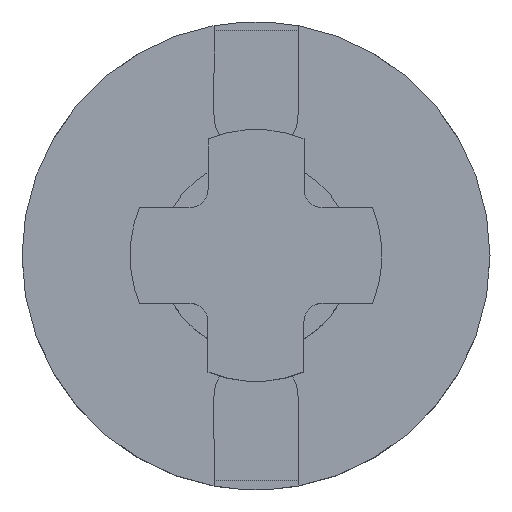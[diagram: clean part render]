
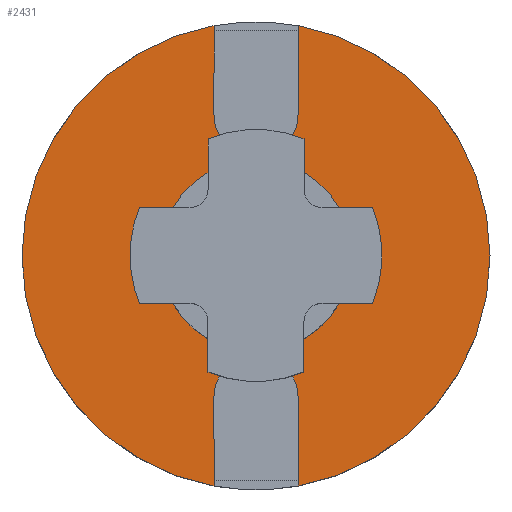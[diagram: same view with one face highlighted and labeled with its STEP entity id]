
A CAD part, top view. The second image highlights one B-rep face of the part: STEP entity #2431.
In plain terms, the highlighted planar face has unit normal (0, 0, 1).
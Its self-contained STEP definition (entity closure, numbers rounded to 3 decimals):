
#30 = CARTESIAN_POINT ( 'NONE',  ( -7., -23.5, 40. ) ) ;
#42 = ORIENTED_EDGE ( 'NONE', *, *, #5475, .T. ) ;
#65 = VERTEX_POINT ( 'NONE', #938 ) ;
#94 = CARTESIAN_POINT ( 'NONE',  ( -39., 0., 40. ) ) ;
#172 = AXIS2_PLACEMENT_3D ( 'NONE', #1019, #2348, #1500 ) ;
#186 = VERTEX_POINT ( 'NONE', #5609 ) ;
#189 = VERTEX_POINT ( 'NONE', #1067 ) ;
#206 = CARTESIAN_POINT ( 'NONE',  ( 7., -43.5, 40. ) ) ;
#223 = DIRECTION ( 'NONE',  ( -1., 0., 0. ) ) ;
#280 = CIRCLE ( 'NONE', #3258, 39. ) ;
#291 = CIRCLE ( 'NONE', #1321, 39. ) ;
#381 = AXIS2_PLACEMENT_3D ( 'NONE', #2840, #2770, #2079 ) ;
#390 = VECTOR ( 'NONE', #2174, 1000. ) ;
#399 = AXIS2_PLACEMENT_3D ( 'NONE', #3353, #2714, #223 ) ;
#403 = LINE ( 'NONE', #2385, #1478 ) ;
#408 = CARTESIAN_POINT ( 'NONE',  ( -7., 39., 40. ) ) ;
#435 = EDGE_CURVE ( 'NONE', #4338, #1597, #3836, .T. ) ;
#505 = CARTESIAN_POINT ( 'NONE',  ( 39., 0., 40. ) ) ;
#559 = PLANE ( 'NONE',  #3584 ) ;
#561 = EDGE_CURVE ( 'NONE', #4067, #2788, #291, .T. ) ;
#631 = CARTESIAN_POINT ( 'NONE',  ( 0., 39., 40. ) ) ;
#671 = EDGE_CURVE ( 'NONE', #1426, #4568, #280, .T. ) ;
#672 = ORIENTED_EDGE ( 'NONE', *, *, #3521, .T. ) ;
#735 = CARTESIAN_POINT ( 'NONE',  ( 7., -37.5, 40. ) ) ;
#744 = DIRECTION ( 'NONE',  ( 0., -1., 0. ) ) ;
#829 = CARTESIAN_POINT ( 'NONE',  ( 7., 43.5, 40. ) ) ;
#839 = LINE ( 'NONE', #5742, #3112 ) ;
#843 = DIRECTION ( 'NONE',  ( -1., 0., 0. ) ) ;
#883 = CARTESIAN_POINT ( 'NONE',  ( -16., 0., 40. ) ) ;
#890 = CARTESIAN_POINT ( 'NONE',  ( -7., 39., 40. ) ) ;
#938 = CARTESIAN_POINT ( 'NONE',  ( 7., -23.5, 40. ) ) ;
#989 = EDGE_CURVE ( 'NONE', #186, #1426, #5122, .T. ) ;
#1019 = CARTESIAN_POINT ( 'NONE',  ( 0., 0., 40. ) ) ;
#1024 = AXIS2_PLACEMENT_3D ( 'NONE', #2504, #5370, #2200 ) ;
#1067 = CARTESIAN_POINT ( 'NONE',  ( -7., 37.5, 40. ) ) ;
#1250 = CIRCLE ( 'NONE', #381, 7. ) ;
#1265 = CARTESIAN_POINT ( 'NONE',  ( 7., -38.367, 40. ) ) ;
#1314 = ORIENTED_EDGE ( 'NONE', *, *, #5430, .F. ) ;
#1321 = AXIS2_PLACEMENT_3D ( 'NONE', #5015, #1879, #5473 ) ;
#1407 = VERTEX_POINT ( 'NONE', #4528 ) ;
#1426 = VERTEX_POINT ( 'NONE', #505 ) ;
#1456 = ORIENTED_EDGE ( 'NONE', *, *, #4330, .T. ) ;
#1478 = VECTOR ( 'NONE', #4845, 1000. ) ;
#1482 = VECTOR ( 'NONE', #4456, 1000. ) ;
#1500 = DIRECTION ( 'NONE',  ( -1., 0., 0. ) ) ;
#1597 = VERTEX_POINT ( 'NONE', #2249 ) ;
#1601 = LINE ( 'NONE', #890, #390 ) ;
#1613 = CARTESIAN_POINT ( 'NONE',  ( 7., 23.5, 40. ) ) ;
#1812 = DIRECTION ( 'NONE',  ( -1., 0., 0. ) ) ;
#1879 = DIRECTION ( 'NONE',  ( 0., 0., -1. ) ) ;
#1948 = AXIS2_PLACEMENT_3D ( 'NONE', #3661, #2761, #5021 ) ;
#1953 = DIRECTION ( 'NONE',  ( 1., 0., 0. ) ) ;
#1964 = CIRCLE ( 'NONE', #1024, 16. ) ;
#2079 = DIRECTION ( 'NONE',  ( 1., 0., 0. ) ) ;
#2174 = DIRECTION ( 'NONE',  ( 0., -1., 0. ) ) ;
#2200 = DIRECTION ( 'NONE',  ( -1., 0., 0. ) ) ;
#2249 = CARTESIAN_POINT ( 'NONE',  ( 16., 0., 40. ) ) ;
#2270 = EDGE_CURVE ( 'NONE', #2639, #3296, #403, .T. ) ;
#2348 = DIRECTION ( 'NONE',  ( 0., 0., -1. ) ) ;
#2385 = CARTESIAN_POINT ( 'NONE',  ( 7., 43.5, 40. ) ) ;
#2390 = FACE_OUTER_BOUND ( 'NONE', #4851, .T. ) ;
#2431 = ADVANCED_FACE ( 'NONE', ( #5893, #2390 ), #559, .T. ) ;
#2488 = EDGE_LOOP ( 'NONE', ( #4395, #672 ) ) ;
#2496 = ORIENTED_EDGE ( 'NONE', *, *, #3486, .T. ) ;
#2504 = CARTESIAN_POINT ( 'NONE',  ( 0., 0., 40. ) ) ;
#2529 = ORIENTED_EDGE ( 'NONE', *, *, #4754, .F. ) ;
#2539 = VERTEX_POINT ( 'NONE', #2935 ) ;
#2559 = ORIENTED_EDGE ( 'NONE', *, *, #989, .F. ) ;
#2639 = VERTEX_POINT ( 'NONE', #1613 ) ;
#2677 = EDGE_CURVE ( 'NONE', #1407, #189, #3935, .T. ) ;
#2714 = DIRECTION ( 'NONE',  ( 0., 0., -1. ) ) ;
#2736 = ORIENTED_EDGE ( 'NONE', *, *, #5310, .F. ) ;
#2761 = DIRECTION ( 'NONE',  ( 0., 0., -1. ) ) ;
#2770 = DIRECTION ( 'NONE',  ( 0., 0., 1. ) ) ;
#2788 = VERTEX_POINT ( 'NONE', #3518 ) ;
#2810 = VECTOR ( 'NONE', #5848, 1000. ) ;
#2840 = CARTESIAN_POINT ( 'NONE',  ( 0., 23.5, 40. ) ) ;
#2865 = DIRECTION ( 'NONE',  ( 0., 0., -1. ) ) ;
#2872 = VECTOR ( 'NONE', #3449, 1000. ) ;
#2932 = CIRCLE ( 'NONE', #172, 39. ) ;
#2935 = CARTESIAN_POINT ( 'NONE',  ( -7., -37.5, 40. ) ) ;
#2937 = ORIENTED_EDGE ( 'NONE', *, *, #2677, .T. ) ;
#2996 = DIRECTION ( 'NONE',  ( 0., -1., 0. ) ) ;
#3022 = CARTESIAN_POINT ( 'NONE',  ( -7., 39., 40. ) ) ;
#3112 = VECTOR ( 'NONE', #744, 1000. ) ;
#3170 = VECTOR ( 'NONE', #2996, 1000. ) ;
#3188 = EDGE_CURVE ( 'NONE', #4062, #4067, #2932, .T. ) ;
#3236 = CARTESIAN_POINT ( 'NONE',  ( 0., 0., 40. ) ) ;
#3244 = CARTESIAN_POINT ( 'NONE',  ( 0., 0., 40. ) ) ;
#3252 = ORIENTED_EDGE ( 'NONE', *, *, #3366, .T. ) ;
#3258 = AXIS2_PLACEMENT_3D ( 'NONE', #3236, #3698, #843 ) ;
#3296 = VERTEX_POINT ( 'NONE', #3725 ) ;
#3353 = CARTESIAN_POINT ( 'NONE',  ( 0., 0., 40. ) ) ;
#3366 = EDGE_CURVE ( 'NONE', #5628, #65, #3588, .T. ) ;
#3449 = DIRECTION ( 'NONE',  ( 0., 1., 0. ) ) ;
#3486 = EDGE_CURVE ( 'NONE', #4382, #4568, #4345, .T. ) ;
#3518 = CARTESIAN_POINT ( 'NONE',  ( -7., 38.367, 40. ) ) ;
#3521 = EDGE_CURVE ( 'NONE', #1597, #4338, #1964, .T. ) ;
#3560 = ORIENTED_EDGE ( 'NONE', *, *, #2270, .F. ) ;
#3584 = AXIS2_PLACEMENT_3D ( 'NONE', #631, #5764, #1953 ) ;
#3588 = CIRCLE ( 'NONE', #1948, 7. ) ;
#3661 = CARTESIAN_POINT ( 'NONE',  ( 0., -23.5, 40. ) ) ;
#3698 = DIRECTION ( 'NONE',  ( 0., 0., -1. ) ) ;
#3704 = ORIENTED_EDGE ( 'NONE', *, *, #671, .F. ) ;
#3725 = CARTESIAN_POINT ( 'NONE',  ( 7., 37.5, 40. ) ) ;
#3836 = CIRCLE ( 'NONE', #399, 16. ) ;
#3935 = LINE ( 'NONE', #3022, #2872 ) ;
#4062 = VERTEX_POINT ( 'NONE', #4287 ) ;
#4067 = VERTEX_POINT ( 'NONE', #94 ) ;
#4117 = ORIENTED_EDGE ( 'NONE', *, *, #561, .F. ) ;
#4182 = EDGE_CURVE ( 'NONE', #5628, #2539, #1601, .T. ) ;
#4287 = CARTESIAN_POINT ( 'NONE',  ( -7., -38.367, 40. ) ) ;
#4330 = EDGE_CURVE ( 'NONE', #65, #4382, #4760, .T. ) ;
#4338 = VERTEX_POINT ( 'NONE', #883 ) ;
#4345 = LINE ( 'NONE', #5763, #3170 ) ;
#4382 = VERTEX_POINT ( 'NONE', #735 ) ;
#4395 = ORIENTED_EDGE ( 'NONE', *, *, #435, .T. ) ;
#4456 = DIRECTION ( 'NONE',  ( 0., 1., 0. ) ) ;
#4463 = ORIENTED_EDGE ( 'NONE', *, *, #4182, .F. ) ;
#4528 = CARTESIAN_POINT ( 'NONE',  ( -7., 23.5, 40. ) ) ;
#4568 = VERTEX_POINT ( 'NONE', #1265 ) ;
#4754 = EDGE_CURVE ( 'NONE', #1407, #2639, #1250, .T. ) ;
#4760 = LINE ( 'NONE', #206, #4915 ) ;
#4817 = AXIS2_PLACEMENT_3D ( 'NONE', #3244, #2865, #1812 ) ;
#4845 = DIRECTION ( 'NONE',  ( 0., 1., 0. ) ) ;
#4851 = EDGE_LOOP ( 'NONE', ( #5489, #42, #4463, #3252, #1456, #2496, #3704, #2559, #1314, #3560, #2529, #2937, #2736, #4117 ) ) ;
#4915 = VECTOR ( 'NONE', #5844, 1000. ) ;
#5015 = CARTESIAN_POINT ( 'NONE',  ( 0., 0., 40. ) ) ;
#5021 = DIRECTION ( 'NONE',  ( 1., 0., 0. ) ) ;
#5122 = CIRCLE ( 'NONE', #4817, 39. ) ;
#5218 = LINE ( 'NONE', #408, #1482 ) ;
#5310 = EDGE_CURVE ( 'NONE', #2788, #189, #839, .T. ) ;
#5370 = DIRECTION ( 'NONE',  ( 0., 0., -1. ) ) ;
#5376 = LINE ( 'NONE', #829, #2810 ) ;
#5430 = EDGE_CURVE ( 'NONE', #3296, #186, #5376, .T. ) ;
#5473 = DIRECTION ( 'NONE',  ( -1., 0., 0. ) ) ;
#5475 = EDGE_CURVE ( 'NONE', #4062, #2539, #5218, .T. ) ;
#5489 = ORIENTED_EDGE ( 'NONE', *, *, #3188, .F. ) ;
#5609 = CARTESIAN_POINT ( 'NONE',  ( 7., 38.367, 40. ) ) ;
#5628 = VERTEX_POINT ( 'NONE', #30 ) ;
#5742 = CARTESIAN_POINT ( 'NONE',  ( -7., 39., 40. ) ) ;
#5763 = CARTESIAN_POINT ( 'NONE',  ( 7., -43.5, 40. ) ) ;
#5764 = DIRECTION ( 'NONE',  ( 0., 0., 1. ) ) ;
#5844 = DIRECTION ( 'NONE',  ( 0., -1., 0. ) ) ;
#5848 = DIRECTION ( 'NONE',  ( 0., 1., 0. ) ) ;
#5893 = FACE_BOUND ( 'NONE', #2488, .T. ) ;
